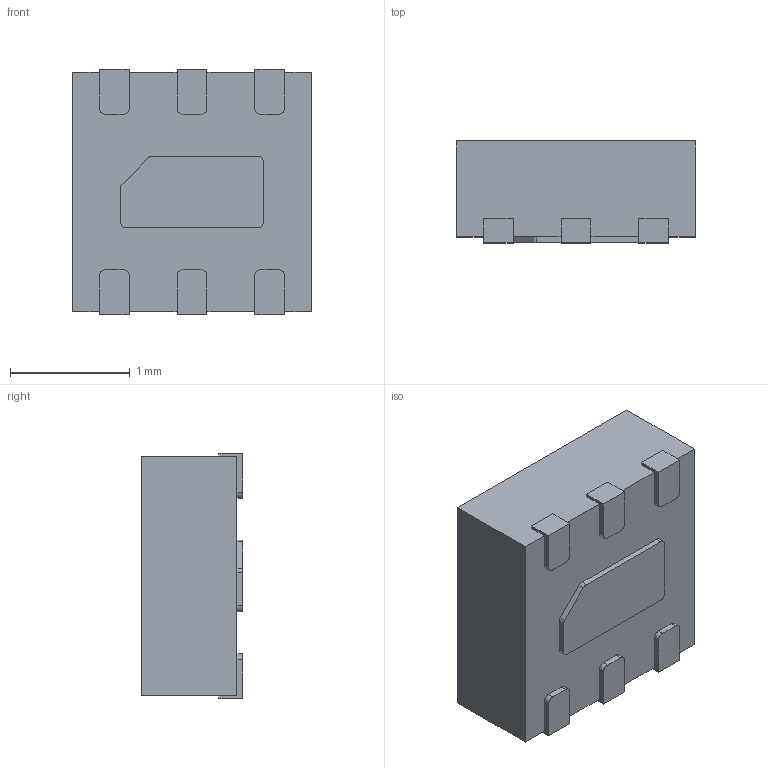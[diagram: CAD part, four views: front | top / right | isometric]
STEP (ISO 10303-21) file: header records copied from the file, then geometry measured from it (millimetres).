
FILE_DESCRIPTION (( 'STEP AP214' ), '1' );
FILE_NAME ('MC1630_STEP.STEP', '2024-12-09T15:08:30', ( '' ), ( '' ), 'SwSTEP 2.0', 'SolidWorks 2023', '' );
FILE_SCHEMA (( 'AUTOMOTIVE_DESIGN' ));
Length unit declared in the file: millimetre
Products named in the file (1): MC1630_STEP
Bounding box: 2 x 0.85 x 2.05 mm (x, y, z)
Volume: 3.3 mm3; surface area: 15.1 mm2
Topology: 1 solids, 1 shells, 178 faces, 496 edges, 332 vertices
Faces by surface type: plane 108, bspline 51, cylinder 19
Entity records: 8547 total; most frequent: CARTESIAN_POINT 4258, ORIENTED_EDGE 992, DIRECTION 688, EDGE_CURVE 496, VECTOR 356, LINE 356, VERTEX_POINT 332, EDGE_LOOP 190
